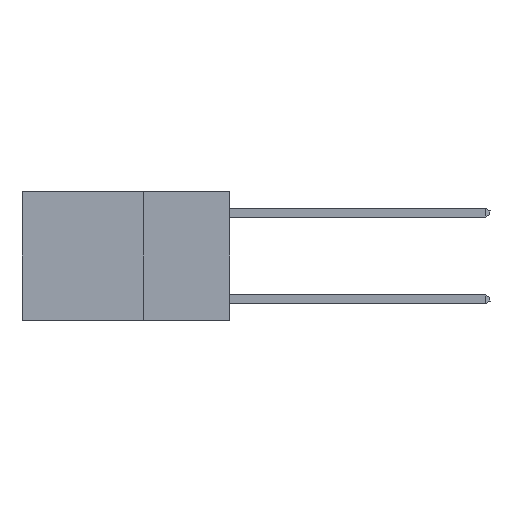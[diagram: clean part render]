
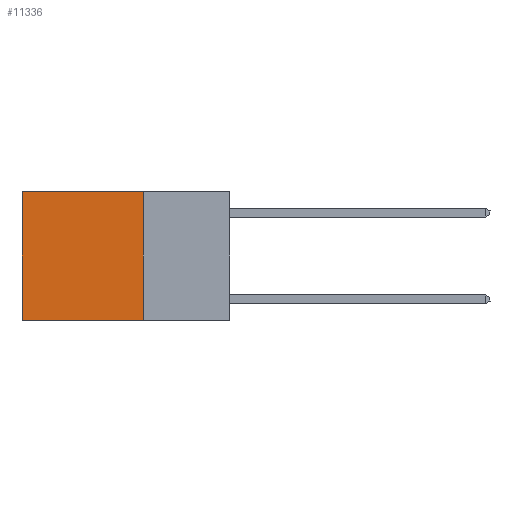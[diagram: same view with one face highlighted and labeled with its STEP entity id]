
A CAD part, left-side view. The second image highlights one B-rep face of the part: STEP entity #11336.
In plain terms, the highlighted planar face has unit normal (-1, 0, 0).
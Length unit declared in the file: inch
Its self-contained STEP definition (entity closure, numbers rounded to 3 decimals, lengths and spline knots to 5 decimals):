
#28 = FACE_OUTER_BOUND ( 'NONE', #9393, .T. ) ;
#371 = PLANE ( 'NONE',  #10861 ) ;
#531 = VERTEX_POINT ( 'NONE', #672 ) ;
#672 = CARTESIAN_POINT ( 'NONE',  ( 0.2625, 0.25, 0. ) ) ;
#983 = EDGE_CURVE ( 'NONE', #17014, #16140, #4402, .T. ) ;
#2057 = LINE ( 'NONE', #6098, #9307 ) ;
#2397 = LINE ( 'NONE', #7600, #8063 ) ;
#3265 = CARTESIAN_POINT ( 'NONE',  ( 0.2625, 0.25, 0. ) ) ;
#3342 = ORIENTED_EDGE ( 'NONE', *, *, #8938, .T. ) ;
#4402 = LINE ( 'NONE', #9353, #16342 ) ;
#4710 = DIRECTION ( 'NONE',  ( 0., 1., 0. ) ) ;
#5803 = ORIENTED_EDGE ( 'NONE', *, *, #13080, .F. ) ;
#6098 = CARTESIAN_POINT ( 'NONE',  ( 0.2625, 0.25, 0. ) ) ;
#6181 = LINE ( 'NONE', #10920, #10681 ) ;
#7220 = EDGE_CURVE ( 'NONE', #531, #13040, #6181, .T. ) ;
#7243 = CARTESIAN_POINT ( 'NONE',  ( 0.2625, 0.6, -0.37 ) ) ;
#7454 = DIRECTION ( 'NONE',  ( 0., 0., -1. ) ) ;
#7600 = CARTESIAN_POINT ( 'NONE',  ( 0.2625, 0.25, -0.37 ) ) ;
#8063 = VECTOR ( 'NONE', #4710, 39.37008 ) ;
#8153 = ORIENTED_EDGE ( 'NONE', *, *, #983, .T. ) ;
#8938 = EDGE_CURVE ( 'NONE', #531, #17014, #2057, .T. ) ;
#9307 = VECTOR ( 'NONE', #13351, 39.37008 ) ;
#9353 = CARTESIAN_POINT ( 'NONE',  ( 0.2625, 0.6, 0. ) ) ;
#9393 = EDGE_LOOP ( 'NONE', ( #8153, #5803, #11332, #3342 ) ) ;
#10681 = VECTOR ( 'NONE', #10863, 39.37008 ) ;
#10861 = AXIS2_PLACEMENT_3D ( 'NONE', #3265, #13359, #7454 ) ;
#10863 = DIRECTION ( 'NONE',  ( 0., 0., -1. ) ) ;
#10920 = CARTESIAN_POINT ( 'NONE',  ( 0.2625, 0.25, 0. ) ) ;
#11332 = ORIENTED_EDGE ( 'NONE', *, *, #7220, .F. ) ;
#11336 = ADVANCED_FACE ( 'NONE', ( #28 ), #371, .F. ) ;
#11868 = CARTESIAN_POINT ( 'NONE',  ( 0.2625, 0.6, 0. ) ) ;
#13040 = VERTEX_POINT ( 'NONE', #14117 ) ;
#13080 = EDGE_CURVE ( 'NONE', #13040, #16140, #2397, .T. ) ;
#13351 = DIRECTION ( 'NONE',  ( 0., 1., 0. ) ) ;
#13359 = DIRECTION ( 'NONE',  ( 1., 0., 0. ) ) ;
#14117 = CARTESIAN_POINT ( 'NONE',  ( 0.2625, 0.25, -0.37 ) ) ;
#16140 = VERTEX_POINT ( 'NONE', #7243 ) ;
#16342 = VECTOR ( 'NONE', #17777, 39.37008 ) ;
#17014 = VERTEX_POINT ( 'NONE', #11868 ) ;
#17777 = DIRECTION ( 'NONE',  ( 0., 0., -1. ) ) ;
